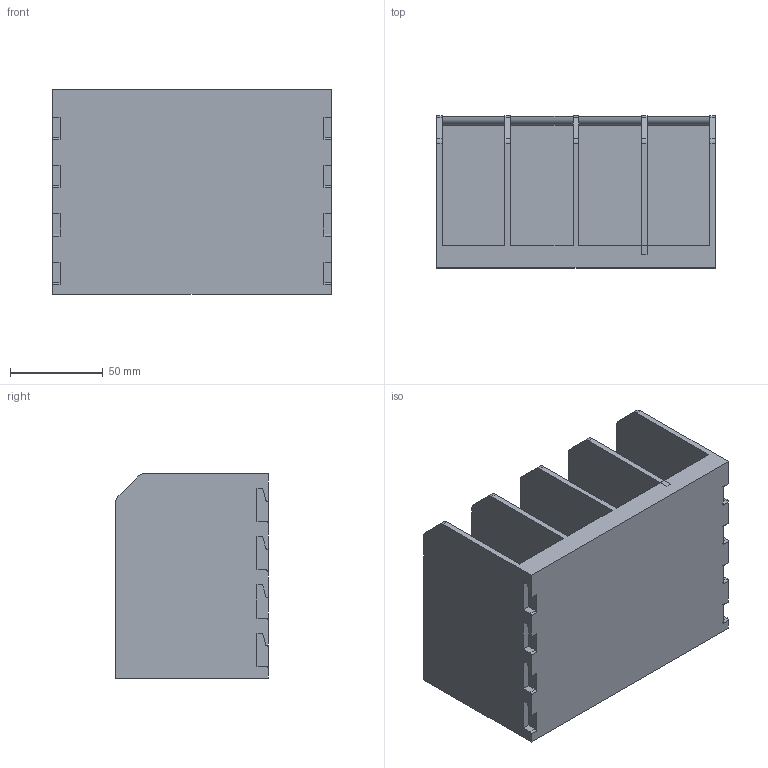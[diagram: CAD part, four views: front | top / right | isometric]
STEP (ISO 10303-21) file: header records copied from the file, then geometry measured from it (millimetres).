
FILE_DESCRIPTION(/* description */ (''),/* implementation_level */ '2;1');
FILE_NAME(/* name */ 'Parametric Centerpiece Divider Rack Template.step',/* time_stamp */ '2022-11-14T09:10:55-08:00',/* author */ (''),/* organization */ (''),/* preprocessor_version */ 'ST-DEVELOPER v19.2',/* originating_system */ 'Autodesk Translation Framework v11.17.0.187',/* authorisation */ '');
FILE_SCHEMA (('AUTOMOTIVE_DESIGN { 1 0 10303 214 3 1 1 }'));
Length unit declared in the file: millimetre
Products named in the file (3): Centerpiece Divider Rack Parametric Template; Divider Rack; DDD Wall Control Center Piece Parametric Template
Assembly tree (2 placements, depth 3):
  Centerpiece Divider Rack Parametric Template
    Divider Rack
      DDD Wall Control Center Piece Parametric Template
Bounding box: 150.19 x 82 x 110 mm (x, y, z)
Volume: 271139 mm3; surface area: 142710.3 mm2
Topology: 2 solids, 2 shells, 121 faces, 351 edges, 234 vertices
Faces by surface type: plane 89, cylinder 32
Entity records: 4041 total; most frequent: CARTESIAN_POINT 711, ORIENTED_EDGE 702, DIRECTION 667, EDGE_CURVE 351, LINE 287, VECTOR 287, VERTEX_POINT 234, AXIS2_PLACEMENT_3D 190
